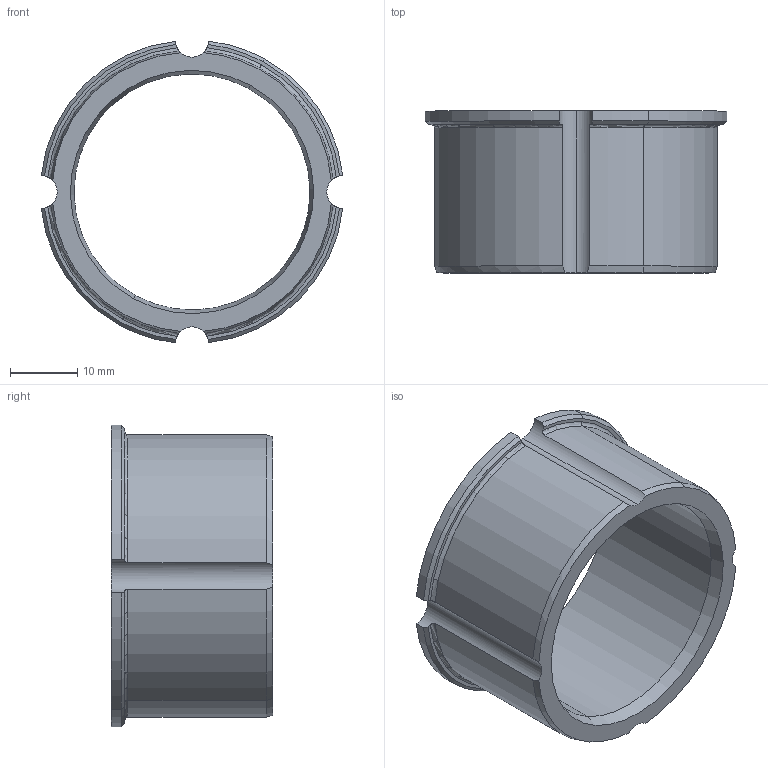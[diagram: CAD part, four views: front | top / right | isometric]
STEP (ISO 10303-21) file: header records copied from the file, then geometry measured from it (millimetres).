
FILE_DESCRIPTION(('CATIA V5 STEP Exchange'),'2;1');
FILE_NAME('EOLX1.1-D-111-002_A.stp','2020-01-30T21:58:54+00:00',('none'),('none'),'CATIA Version 5 Release 21 GA (IN-10)','CATIA V5 STEP AP203','none');
FILE_SCHEMA(('CONFIG_CONTROL_DESIGN'));
Length unit declared in the file: millimetre
Products named in the file (1): EOLX1.1-D-111-002_A
Bounding box: 44.72 x 24 x 44.72 mm (x, y, z)
Volume: 10173.7 mm3; surface area: 6934.7 mm2
Topology: 1 solids, 1 shells, 46 faces, 124 edges, 80 vertices
Faces by surface type: cylinder 20, cone 14, plane 6, torus 6
Entity records: 1330 total; most frequent: CARTESIAN_POINT 307, ORIENTED_EDGE 248, DIRECTION 128, EDGE_CURVE 124, AXIS2_PLACEMENT_3D 85, VERTEX_POINT 80, CIRCLE 70, EDGE_LOOP 48
